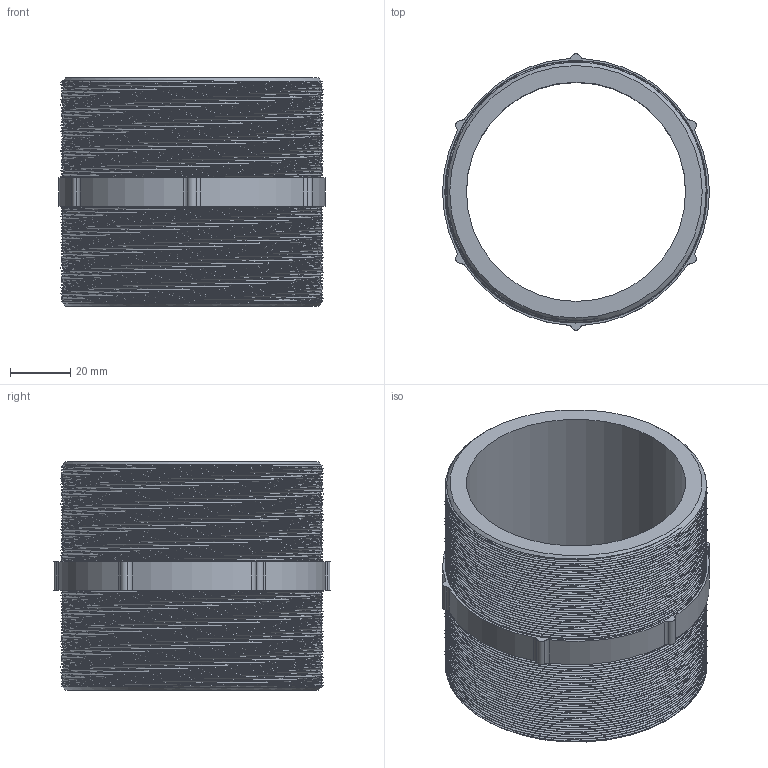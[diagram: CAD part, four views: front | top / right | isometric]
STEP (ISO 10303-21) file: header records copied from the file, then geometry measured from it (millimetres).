
FILE_DESCRIPTION((''),'2;1');
FILE_NAME('driftin cowboys.stp','2014-08-19T14:20:20',('mrister'),(''),'Autodesk Inventor 2013','Autodesk Inventor 2013','');
FILE_SCHEMA(('AUTOMOTIVE_DESIGN { 1 0 10303 214 1 1 1 1 }'));
Length unit declared in the file: inch
Products named in the file (1): driftin cowboys
Bounding box: 88.9 x 92.06 x 76.2 mm (x, y, z)
Volume: 120726.7 mm3; surface area: 65407.3 mm2
Topology: 1 solids, 1 shells, 38 faces, 103 edges, 67 vertices
Faces by surface type: cylinder 28, cone 4, plane 4, bspline 2
Full cylindrical faces by diameter (mm): 73.025 x1
Entity records: 14241 total; most frequent: CARTESIAN_POINT 13282, DIRECTION 210, ORIENTED_EDGE 186, AXIS2_PLACEMENT_3D 93, EDGE_CURVE 93, VERTEX_POINT 62, CIRCLE 58, EDGE_LOOP 43
